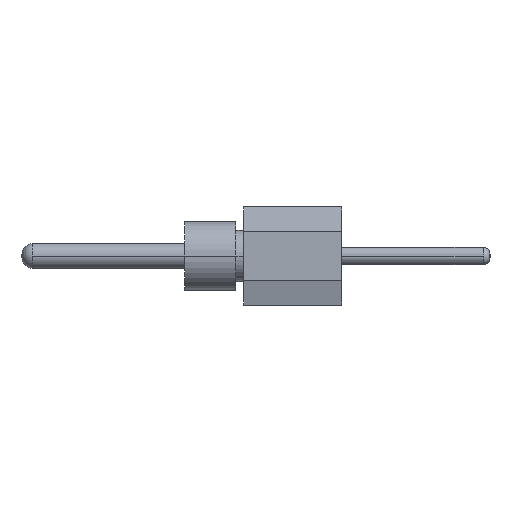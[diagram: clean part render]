
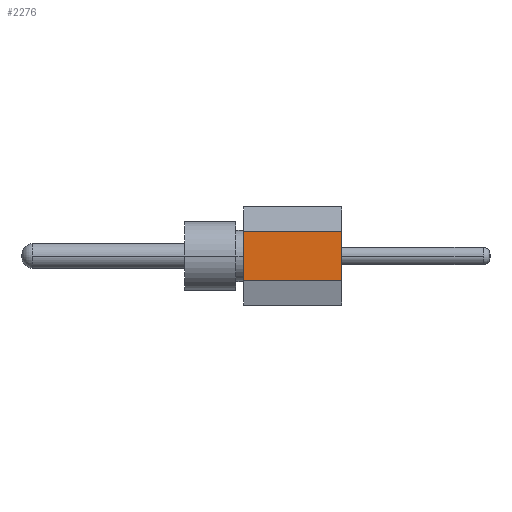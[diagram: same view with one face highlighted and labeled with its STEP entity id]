
A CAD part, left-side view. The second image highlights one B-rep face of the part: STEP entity #2276.
In plain terms, the highlighted planar face has unit normal (-1, 0, 0).
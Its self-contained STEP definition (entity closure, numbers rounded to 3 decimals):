
#2276=ADVANCED_FACE('',(#4679),#4680,.F.);
#4679=FACE_OUTER_BOUND('',#7074,.T.);
#4680=PLANE('',#7075);
#7074=EDGE_LOOP('',(#13605,#13606,#13607,#13608));
#7075=AXIS2_PLACEMENT_3D('',#13609,#13610,#13611);
#13605=ORIENTED_EDGE('',*,*,#15747,.T.);
#13606=ORIENTED_EDGE('',*,*,#15679,.T.);
#13607=ORIENTED_EDGE('',*,*,#15753,.T.);
#13608=ORIENTED_EDGE('',*,*,#15836,.F.);
#13609=CARTESIAN_POINT('',(-28.042,1.27,0.0));
#13610=DIRECTION('',(1.0,0.0,0.0));
#13611=DIRECTION('',(0.0,0.0,-1.0));
#15679=EDGE_CURVE('',#19151,#19149,#19152,.T.);
#15747=EDGE_CURVE('',#19284,#19151,#19285,.T.);
#15753=EDGE_CURVE('',#19149,#19292,#19294,.T.);
#15836=EDGE_CURVE('',#19284,#19292,#19442,.T.);
#19149=VERTEX_POINT('',#23285);
#19151=VERTEX_POINT('',#23288);
#19152=LINE('',#23289,#23290);
#19284=VERTEX_POINT('',#23488);
#19285=LINE('',#23489,#23490);
#19292=VERTEX_POINT('',#23500);
#19294=LINE('',#23503,#23504);
#19442=LINE('',#23726,#23727);
#23285=CARTESIAN_POINT('',(-28.042,2.54,-0.635));
#23288=CARTESIAN_POINT('',(-28.042,2.54,0.635));
#23289=CARTESIAN_POINT('',(-28.042,2.54,0.0));
#23290=VECTOR('',#27643,1.0);
#23488=CARTESIAN_POINT('',(-28.042,0.0,0.635));
#23489=CARTESIAN_POINT('',(-28.042,0.135,0.635));
#23490=VECTOR('',#27710,1.0);
#23500=CARTESIAN_POINT('',(-28.042,0.0,-0.635));
#23503=CARTESIAN_POINT('',(-28.042,0.135,-0.635));
#23504=VECTOR('',#27715,1.0);
#23726=CARTESIAN_POINT('',(-28.042,0.0,0.0));
#23727=VECTOR('',#27790,1.0);
#27643=DIRECTION('',(0.0,0.0,-1.0));
#27710=DIRECTION('',(-0.0,1.0,0.));
#27715=DIRECTION('',(0.0,-1.0,0.));
#27790=DIRECTION('',(0.0,0.0,-1.0));
